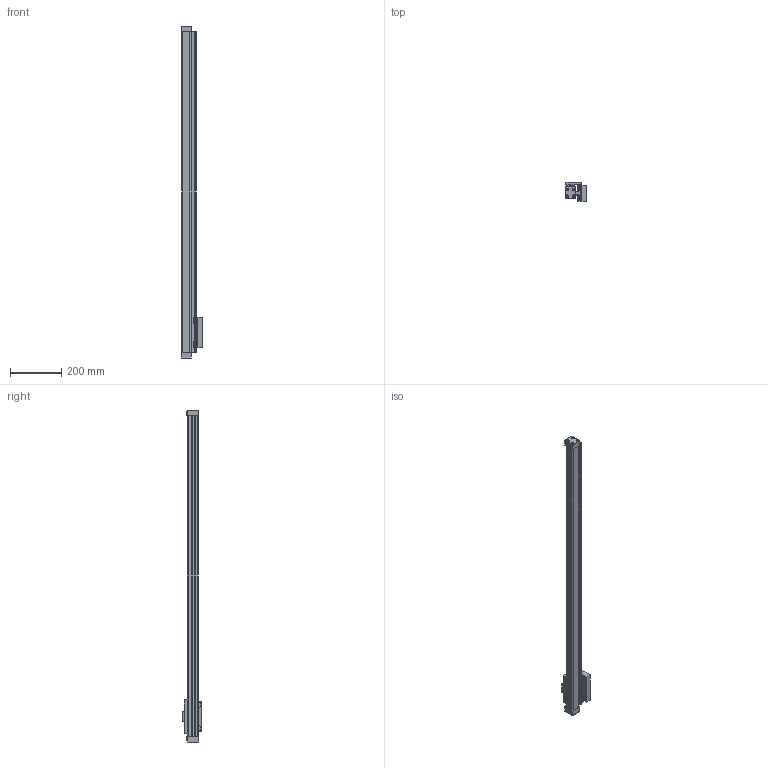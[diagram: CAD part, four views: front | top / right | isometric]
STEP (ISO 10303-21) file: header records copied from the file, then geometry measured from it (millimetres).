
FILE_DESCRIPTION(/* description */ ('Unknown'),/* implementation_level */ '2;1');
FILE_NAME(/* name */ '1605.25.1100.01.MG',/* time_stamp */ '2019-05-10T13:17:57-04:00',/* author */ ('Unknown'),/* organization */ ('Unknown'),/* preprocessor_version */ 'ST-DEVELOPER v16.7',/* originating_system */ 'DEX',/* authorisation */ $);
FILE_SCHEMA (('AUTOMOTIVE_DESIGN {1 0 10303 214 3 1 1}'));
Length unit declared in the file: millimetre
Products named in the file (3): 1605_25_XXXX_01_MG; CILINDRO X25 MG C0; CARRELLO X25 MG
Assembly tree (2 placements, depth 2):
  1605_25_XXXX_01_MG
    CILINDRO X25 MG C0
    CARRELLO X25 MG
Bounding box: 85 x 76.5 x 1300 mm (x, y, z)
Volume: 2553293.5 mm3; surface area: 339171.4 mm2
Topology: 2 solids, 6 shells, 302 faces, 662 edges, 426 vertices
Faces by surface type: plane 234, cylinder 60, cone 8
Full cylindrical faces by diameter (mm): 3.242 x8, 4 x2, 4.134 x8, 4.917 x6, 8.566 x2, 10 x4, 11 x8, 11.5 x8, 14 x2, 16.5 x4, 22 x8
Entity records: 7890 total; most frequent: CARTESIAN_POINT 1325, DIRECTION 1324, ORIENTED_EDGE 1188, EDGE_CURVE 594, LINE 474, VECTOR 474, VERTEX_POINT 426, EDGE_LOOP 426
